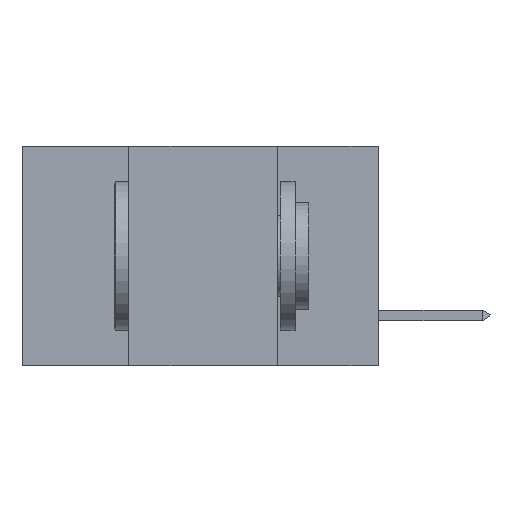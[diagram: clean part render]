
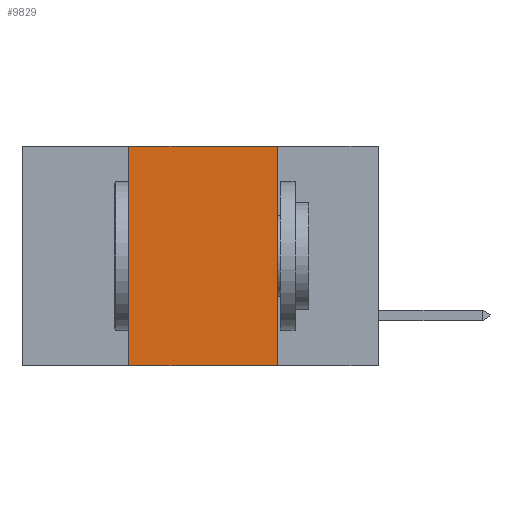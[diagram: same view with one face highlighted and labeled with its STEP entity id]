
A CAD part, left-side view. The second image highlights one B-rep face of the part: STEP entity #9829.
In plain terms, the highlighted planar face has unit normal (-1, 0, 0).
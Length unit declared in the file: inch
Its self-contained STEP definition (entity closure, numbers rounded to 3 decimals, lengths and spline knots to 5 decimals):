
#966 = CARTESIAN_POINT ( 'NONE',  ( 0., 0.6, 0. ) ) ;
#1252 = DIRECTION ( 'NONE',  ( 0., -1., 0. ) ) ;
#2317 = CARTESIAN_POINT ( 'NONE',  ( 0., 0.6, 0. ) ) ;
#2429 = EDGE_LOOP ( 'NONE', ( #28501, #19477, #2971, #18176 ) ) ;
#2680 = PLANE ( 'NONE',  #5368 ) ;
#2971 = ORIENTED_EDGE ( 'NONE', *, *, #13977, .F. ) ;
#4095 = VERTEX_POINT ( 'NONE', #21847 ) ;
#5368 = AXIS2_PLACEMENT_3D ( 'NONE', #2317, #27241, #20568 ) ;
#6047 = LINE ( 'NONE', #966, #15188 ) ;
#7177 = EDGE_CURVE ( 'NONE', #23648, #18539, #20864, .T. ) ;
#7417 = DIRECTION ( 'NONE',  ( 0., -1., 0. ) ) ;
#7846 = EDGE_CURVE ( 'NONE', #4095, #18539, #24336, .T. ) ;
#9829 = ADVANCED_FACE ( 'NONE', ( #16286 ), #2680, .F. ) ;
#11657 = CARTESIAN_POINT ( 'NONE',  ( 0., 0.17, 0. ) ) ;
#12540 = CARTESIAN_POINT ( 'NONE',  ( 0., 0.17, 0. ) ) ;
#13977 = EDGE_CURVE ( 'NONE', #4095, #24152, #28621, .T. ) ;
#14902 = VECTOR ( 'NONE', #29004, 39.37008 ) ;
#15173 = DIRECTION ( 'NONE',  ( 0., 0., 1. ) ) ;
#15188 = VECTOR ( 'NONE', #1252, 39.37008 ) ;
#16091 = CARTESIAN_POINT ( 'NONE',  ( 0., 0.17, -0.37 ) ) ;
#16286 = FACE_OUTER_BOUND ( 'NONE', #2429, .T. ) ;
#18176 = ORIENTED_EDGE ( 'NONE', *, *, #7846, .T. ) ;
#18374 = VECTOR ( 'NONE', #7417, 39.37008 ) ;
#18539 = VERTEX_POINT ( 'NONE', #16091 ) ;
#18764 = EDGE_CURVE ( 'NONE', #24152, #23648, #6047, .T. ) ;
#19477 = ORIENTED_EDGE ( 'NONE', *, *, #18764, .F. ) ;
#20568 = DIRECTION ( 'NONE',  ( 0., 0., -1. ) ) ;
#20864 = LINE ( 'NONE', #12540, #14902 ) ;
#21224 = VECTOR ( 'NONE', #15173, 39.37008 ) ;
#21847 = CARTESIAN_POINT ( 'NONE',  ( 0., 0.42, -0.37 ) ) ;
#23648 = VERTEX_POINT ( 'NONE', #11657 ) ;
#24152 = VERTEX_POINT ( 'NONE', #25480 ) ;
#24336 = LINE ( 'NONE', #27265, #18374 ) ;
#25480 = CARTESIAN_POINT ( 'NONE',  ( 0., 0.42, 0. ) ) ;
#27241 = DIRECTION ( 'NONE',  ( 1., 0., 0. ) ) ;
#27265 = CARTESIAN_POINT ( 'NONE',  ( 0., 0.6, -0.37 ) ) ;
#28501 = ORIENTED_EDGE ( 'NONE', *, *, #7177, .F. ) ;
#28621 = LINE ( 'NONE', #28629, #21224 ) ;
#28629 = CARTESIAN_POINT ( 'NONE',  ( 0., 0.42, 0. ) ) ;
#29004 = DIRECTION ( 'NONE',  ( 0., 0., -1. ) ) ;
